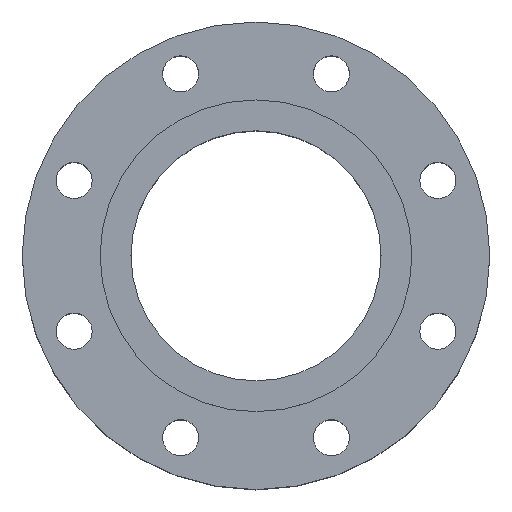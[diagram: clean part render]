
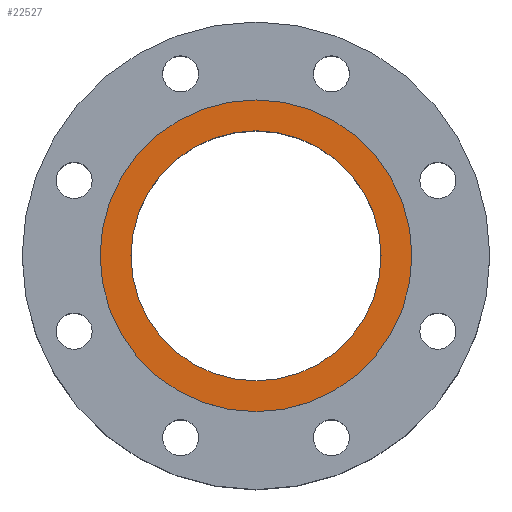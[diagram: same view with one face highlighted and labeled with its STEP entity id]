
A CAD part, top view. The second image highlights one B-rep face of the part: STEP entity #22527.
In plain terms, the highlighted planar face has unit normal (0, 0, 1).
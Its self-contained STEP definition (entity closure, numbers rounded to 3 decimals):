
#597 = CIRCLE ( 'NONE', #13533, 95. ) ;
#684 = CARTESIAN_POINT ( 'NONE',  ( 0., 0., 0. ) ) ;
#931 = ORIENTED_EDGE ( 'NONE', *, *, #23626, .T. ) ;
#2963 = FACE_BOUND ( 'NONE', #5705, .T. ) ;
#3407 = DIRECTION ( 'NONE',  ( -1., 0., 0. ) ) ;
#3848 = CIRCLE ( 'NONE', #8657, 76.2 ) ;
#4934 = CIRCLE ( 'NONE', #11157, 95. ) ;
#5141 = VERTEX_POINT ( 'NONE', #12266 ) ;
#5206 = DIRECTION ( 'NONE',  ( 0., 0., 1. ) ) ;
#5705 = EDGE_LOOP ( 'NONE', ( #18410, #11702 ) ) ;
#6170 = AXIS2_PLACEMENT_3D ( 'NONE', #19314, #26375, #26227 ) ;
#8094 = CARTESIAN_POINT ( 'NONE',  ( -76.2, 0., 0. ) ) ;
#8657 = AXIS2_PLACEMENT_3D ( 'NONE', #19297, #5206, #25915 ) ;
#9879 = CARTESIAN_POINT ( 'NONE',  ( 0., 95., 0. ) ) ;
#10478 = DIRECTION ( 'NONE',  ( 1., 0., 0. ) ) ;
#10837 = EDGE_CURVE ( 'NONE', #17577, #21354, #3848, .T. ) ;
#11157 = AXIS2_PLACEMENT_3D ( 'NONE', #15556, #24713, #10478 ) ;
#11702 = ORIENTED_EDGE ( 'NONE', *, *, #28476, .F. ) ;
#12266 = CARTESIAN_POINT ( 'NONE',  ( 95., 0., 0. ) ) ;
#12909 = CARTESIAN_POINT ( 'NONE',  ( -95., 0., 0. ) ) ;
#13533 = AXIS2_PLACEMENT_3D ( 'NONE', #684, #14781, #28157 ) ;
#14781 = DIRECTION ( 'NONE',  ( 0., 0., 1. ) ) ;
#14951 = ORIENTED_EDGE ( 'NONE', *, *, #22780, .T. ) ;
#15444 = EDGE_LOOP ( 'NONE', ( #14951, #931 ) ) ;
#15556 = CARTESIAN_POINT ( 'NONE',  ( 0., 0., 0. ) ) ;
#16412 = AXIS2_PLACEMENT_3D ( 'NONE', #9879, #16773, #3407 ) ;
#16704 = CIRCLE ( 'NONE', #6170, 76.2 ) ;
#16773 = DIRECTION ( 'NONE',  ( 0., 0., -1. ) ) ;
#16920 = FACE_OUTER_BOUND ( 'NONE', #15444, .T. ) ;
#17533 = VERTEX_POINT ( 'NONE', #12909 ) ;
#17577 = VERTEX_POINT ( 'NONE', #21930 ) ;
#18410 = ORIENTED_EDGE ( 'NONE', *, *, #10837, .F. ) ;
#19297 = CARTESIAN_POINT ( 'NONE',  ( 0., 0., 0. ) ) ;
#19314 = CARTESIAN_POINT ( 'NONE',  ( 0., 0., 0. ) ) ;
#21354 = VERTEX_POINT ( 'NONE', #8094 ) ;
#21930 = CARTESIAN_POINT ( 'NONE',  ( 76.2, 0., 0. ) ) ;
#22527 = ADVANCED_FACE ( 'NONE', ( #2963, #16920 ), #25637, .F. ) ;
#22780 = EDGE_CURVE ( 'NONE', #5141, #17533, #597, .T. ) ;
#23626 = EDGE_CURVE ( 'NONE', #17533, #5141, #4934, .T. ) ;
#24713 = DIRECTION ( 'NONE',  ( 0., 0., 1. ) ) ;
#25637 = PLANE ( 'NONE',  #16412 ) ;
#25915 = DIRECTION ( 'NONE',  ( 1., 0., 0. ) ) ;
#26227 = DIRECTION ( 'NONE',  ( 1., 0., 0. ) ) ;
#26375 = DIRECTION ( 'NONE',  ( 0., 0., 1. ) ) ;
#28157 = DIRECTION ( 'NONE',  ( 1., 0., 0. ) ) ;
#28476 = EDGE_CURVE ( 'NONE', #21354, #17577, #16704, .T. ) ;
